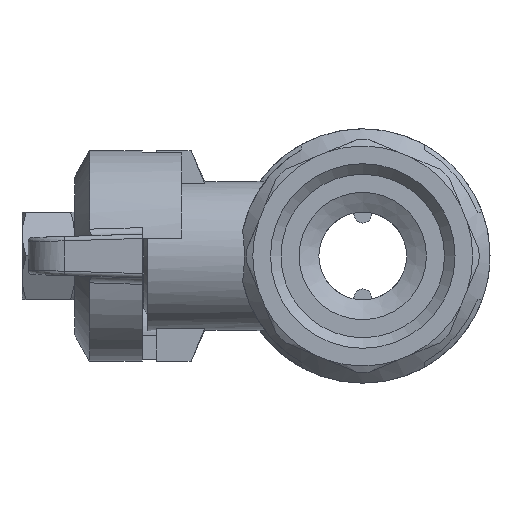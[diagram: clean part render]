
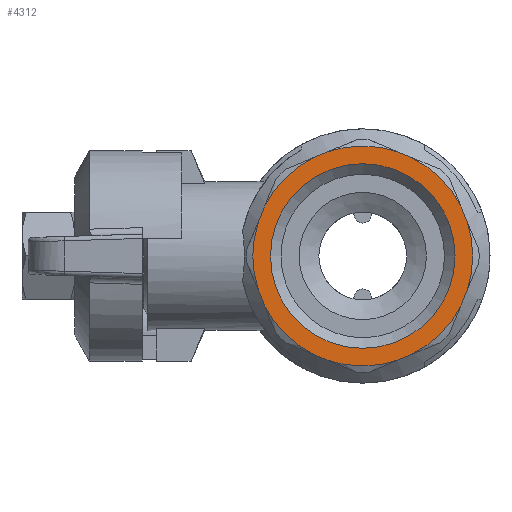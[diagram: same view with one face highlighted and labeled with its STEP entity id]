
A CAD part, left-side view. The second image highlights one B-rep face of the part: STEP entity #4312.
In plain terms, the highlighted face is planar.
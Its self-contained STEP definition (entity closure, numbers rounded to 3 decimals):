
#348=PLANE('',#4651);
#443=LINE('',#6315,#625);
#451=LINE('',#6646,#633);
#452=LINE('',#6647,#634);
#453=LINE('',#6652,#635);
#454=LINE('',#6656,#636);
#455=LINE('',#6657,#637);
#456=LINE('',#6661,#638);
#457=LINE('',#6662,#639);
#625=VECTOR('',#5177,1000.);
#633=VECTOR('',#5221,1000.);
#634=VECTOR('',#5222,1000.);
#635=VECTOR('',#5227,1000.);
#636=VECTOR('',#5230,1000.);
#637=VECTOR('',#5231,1000.);
#638=VECTOR('',#5234,1000.);
#639=VECTOR('',#5235,1000.);
#900=ORIENTED_EDGE('',*,*,#1999,.F.);
#901=ORIENTED_EDGE('',*,*,#1986,.T.);
#902=ORIENTED_EDGE('',*,*,#2000,.F.);
#903=ORIENTED_EDGE('',*,*,#2001,.T.);
#904=ORIENTED_EDGE('',*,*,#1968,.F.);
#905=ORIENTED_EDGE('',*,*,#2002,.T.);
#906=ORIENTED_EDGE('',*,*,#2003,.F.);
#907=ORIENTED_EDGE('',*,*,#2004,.T.);
#908=ORIENTED_EDGE('',*,*,#2005,.F.);
#909=ORIENTED_EDGE('',*,*,#1990,.T.);
#910=ORIENTED_EDGE('',*,*,#2006,.F.);
#911=ORIENTED_EDGE('',*,*,#2007,.T.);
#912=ORIENTED_EDGE('',*,*,#2008,.F.);
#913=ORIENTED_EDGE('',*,*,#1982,.T.);
#914=ORIENTED_EDGE('',*,*,#2009,.F.);
#915=ORIENTED_EDGE('',*,*,#1978,.T.);
#916=ORIENTED_EDGE('',*,*,#2010,.F.);
#1968=EDGE_CURVE('',#2531,#2532,#443,.T.);
#1978=EDGE_CURVE('',#2542,#2541,#2924,.T.);
#1982=EDGE_CURVE('',#2546,#2545,#2926,.T.);
#1986=EDGE_CURVE('',#2550,#2549,#2928,.T.);
#1990=EDGE_CURVE('',#2554,#2553,#2930,.T.);
#1999=EDGE_CURVE('',#2550,#2541,#451,.T.);
#2000=EDGE_CURVE('',#2561,#2549,#452,.T.);
#2001=EDGE_CURVE('',#2561,#2532,#2934,.T.);
#2002=EDGE_CURVE('',#2531,#2562,#2935,.T.);
#2003=EDGE_CURVE('',#2563,#2562,#453,.T.);
#2004=EDGE_CURVE('',#2563,#2564,#2936,.T.);
#2005=EDGE_CURVE('',#2554,#2564,#454,.T.);
#2006=EDGE_CURVE('',#2565,#2553,#455,.T.);
#2007=EDGE_CURVE('',#2565,#2566,#2937,.T.);
#2008=EDGE_CURVE('',#2546,#2566,#456,.T.);
#2009=EDGE_CURVE('',#2542,#2545,#457,.T.);
#2010=EDGE_CURVE('',#2567,#2567,#2938,.T.);
#2531=VERTEX_POINT('',#6314);
#2532=VERTEX_POINT('',#6316);
#2541=VERTEX_POINT('',#6431);
#2542=VERTEX_POINT('',#6433);
#2545=VERTEX_POINT('',#6488);
#2546=VERTEX_POINT('',#6490);
#2549=VERTEX_POINT('',#6545);
#2550=VERTEX_POINT('',#6547);
#2553=VERTEX_POINT('',#6602);
#2554=VERTEX_POINT('',#6604);
#2561=VERTEX_POINT('',#6648);
#2562=VERTEX_POINT('',#6651);
#2563=VERTEX_POINT('',#6653);
#2564=VERTEX_POINT('',#6655);
#2565=VERTEX_POINT('',#6658);
#2566=VERTEX_POINT('',#6660);
#2567=VERTEX_POINT('',#6664);
#2924=CIRCLE('',#4636,12.53);
#2926=CIRCLE('',#4639,12.53);
#2928=CIRCLE('',#4642,12.53);
#2930=CIRCLE('',#4645,12.53);
#2934=CIRCLE('',#4652,12.53);
#2935=CIRCLE('',#4653,12.53);
#2936=CIRCLE('',#4654,12.53);
#2937=CIRCLE('',#4655,12.53);
#2938=CIRCLE('',#4656,10.516);
#3166=EDGE_LOOP('',(#900,#901,#902,#903,#904,#905,#906,#907,#908,#909,#910,
#911,#912,#913,#914,#915));
#3167=EDGE_LOOP('',(#916));
#3497=FACE_BOUND('',#3166,.T.);
#3498=FACE_BOUND('',#3167,.T.);
#4312=ADVANCED_FACE('',(#3497,#3498),#348,.T.);
#4636=AXIS2_PLACEMENT_3D('',#6432,#5185,#5186);
#4639=AXIS2_PLACEMENT_3D('',#6489,#5191,#5192);
#4642=AXIS2_PLACEMENT_3D('',#6546,#5197,#5198);
#4645=AXIS2_PLACEMENT_3D('',#6603,#5203,#5204);
#4651=AXIS2_PLACEMENT_3D('',#6645,#5219,#5220);
#4652=AXIS2_PLACEMENT_3D('',#6649,#5223,#5224);
#4653=AXIS2_PLACEMENT_3D('',#6650,#5225,#5226);
#4654=AXIS2_PLACEMENT_3D('',#6654,#5228,#5229);
#4655=AXIS2_PLACEMENT_3D('',#6659,#5232,#5233);
#4656=AXIS2_PLACEMENT_3D('',#6663,#5236,#5237);
#5177=DIRECTION('',(-1.,0.,0.));
#5185=DIRECTION('',(0.,0.,1.));
#5186=DIRECTION('',(1.,0.,0.));
#5191=DIRECTION('',(0.,0.,1.));
#5192=DIRECTION('',(1.,0.,0.));
#5197=DIRECTION('',(0.,0.,1.));
#5198=DIRECTION('',(1.,0.,0.));
#5203=DIRECTION('',(0.,0.,1.));
#5204=DIRECTION('',(1.,0.,0.));
#5219=DIRECTION('',(0.,0.,1.));
#5220=DIRECTION('',(1.,0.,0.));
#5221=DIRECTION('',(0.,1.,0.));
#5222=DIRECTION('',(-0.707,0.707,0.));
#5223=DIRECTION('',(0.,0.,1.));
#5224=DIRECTION('',(1.,0.,0.));
#5225=DIRECTION('',(0.,0.,1.));
#5226=DIRECTION('',(1.,0.,0.));
#5227=DIRECTION('',(-0.707,-0.707,0.));
#5228=DIRECTION('',(0.,0.,1.));
#5229=DIRECTION('',(1.,0.,0.));
#5230=DIRECTION('',(0.,-1.,0.));
#5231=DIRECTION('',(0.707,-0.707,0.));
#5232=DIRECTION('',(0.,0.,1.));
#5233=DIRECTION('',(1.,0.,0.));
#5234=DIRECTION('',(1.,0.,0.));
#5235=DIRECTION('',(0.707,0.707,0.));
#5236=DIRECTION('',(0.,0.,1.));
#5237=DIRECTION('',(-0.383,0.924,0.));
#6314=CARTESIAN_POINT('',(0.865,-12.5,13.));
#6315=CARTESIAN_POINT('',(0.,-12.5,13.));
#6316=CARTESIAN_POINT('',(-0.865,-12.5,13.));
#6431=CARTESIAN_POINT('',(-12.5,0.865,13.));
#6432=CARTESIAN_POINT('',(0.,0.,13.));
#6433=CARTESIAN_POINT('',(-9.451,8.227,13.));
#6488=CARTESIAN_POINT('',(-8.227,9.451,13.));
#6489=CARTESIAN_POINT('',(0.,0.,13.));
#6490=CARTESIAN_POINT('',(-0.865,12.5,13.));
#6545=CARTESIAN_POINT('',(-9.451,-8.227,13.));
#6546=CARTESIAN_POINT('',(0.,0.,13.));
#6547=CARTESIAN_POINT('',(-12.5,-0.865,13.));
#6602=CARTESIAN_POINT('',(9.451,8.227,13.));
#6603=CARTESIAN_POINT('',(0.,0.,13.));
#6604=CARTESIAN_POINT('',(12.5,0.865,13.));
#6645=CARTESIAN_POINT('',(-4.192,10.121,13.));
#6646=CARTESIAN_POINT('',(-12.5,0.,13.));
#6647=CARTESIAN_POINT('',(-17.678,0.,13.));
#6648=CARTESIAN_POINT('',(-8.227,-9.451,13.));
#6649=CARTESIAN_POINT('',(0.,0.,13.));
#6650=CARTESIAN_POINT('',(0.,0.,13.));
#6651=CARTESIAN_POINT('',(8.227,-9.451,13.));
#6652=CARTESIAN_POINT('',(17.678,0.,13.));
#6653=CARTESIAN_POINT('',(9.451,-8.227,13.));
#6654=CARTESIAN_POINT('',(0.,0.,13.));
#6655=CARTESIAN_POINT('',(12.5,-0.865,13.));
#6656=CARTESIAN_POINT('',(12.5,0.,13.));
#6657=CARTESIAN_POINT('',(0.,17.678,13.));
#6658=CARTESIAN_POINT('',(8.227,9.451,13.));
#6659=CARTESIAN_POINT('',(0.,0.,13.));
#6660=CARTESIAN_POINT('',(0.865,12.5,13.));
#6661=CARTESIAN_POINT('',(0.,12.5,13.));
#6662=CARTESIAN_POINT('',(-17.678,0.,13.));
#6663=CARTESIAN_POINT('',(0.,0.,13.));
#6664=CARTESIAN_POINT('',(-4.024,9.715,13.));
